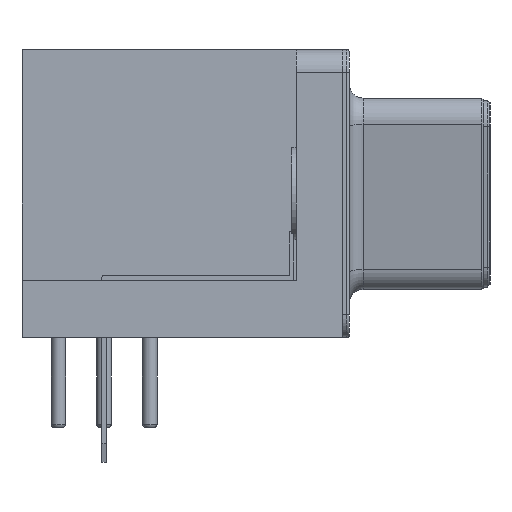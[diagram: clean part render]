
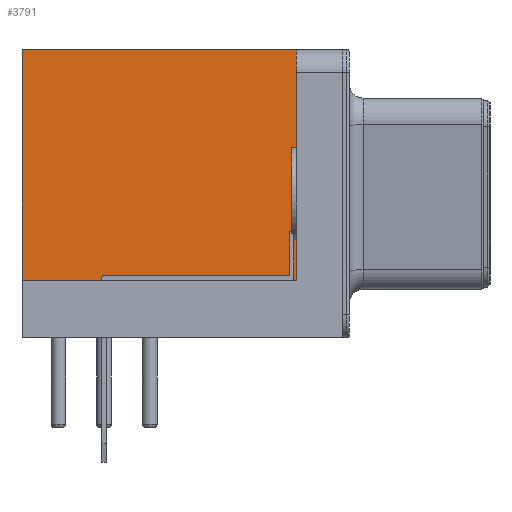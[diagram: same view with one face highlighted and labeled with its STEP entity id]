
A CAD part, left-side view. The second image highlights one B-rep face of the part: STEP entity #3791.
In plain terms, the highlighted planar face has unit normal (-1, 0, 0).
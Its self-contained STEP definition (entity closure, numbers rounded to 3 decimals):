
#1885 = VERTEX_POINT('',#1886);
#1886 = CARTESIAN_POINT('',(-52.748,1.58,12.5));
#1892 = EDGE_CURVE('',#1893,#1885,#1895,.T.);
#1893 = VERTEX_POINT('',#1894);
#1894 = CARTESIAN_POINT('',(-52.748,-10.31,12.5));
#1895 = LINE('',#1896,#1897);
#1896 = CARTESIAN_POINT('',(-52.748,-11.31,12.5));
#1897 = VECTOR('',#1898,1.);
#1898 = DIRECTION('',(0.,1.,0.));
#3582 = VERTEX_POINT('',#3583);
#3583 = CARTESIAN_POINT('',(-52.748,-10.31,2.5));
#3589 = EDGE_CURVE('',#3582,#1893,#3590,.T.);
#3590 = LINE('',#3591,#3592);
#3591 = CARTESIAN_POINT('',(-52.748,-10.31,2.5));
#3592 = VECTOR('',#3593,1.);
#3593 = DIRECTION('',(0.,0.,1.));
#3619 = VERTEX_POINT('',#3620);
#3620 = CARTESIAN_POINT('',(-52.748,1.58,2.5));
#3626 = EDGE_CURVE('',#3582,#3619,#3627,.T.);
#3627 = LINE('',#3628,#3629);
#3628 = CARTESIAN_POINT('',(-52.748,-10.31,2.5));
#3629 = VECTOR('',#3630,1.);
#3630 = DIRECTION('',(0.,1.,0.));
#3718 = EDGE_CURVE('',#3619,#1885,#3719,.T.);
#3719 = LINE('',#3720,#3721);
#3720 = CARTESIAN_POINT('',(-52.748,1.58,4.375));
#3721 = VECTOR('',#3722,1.);
#3722 = DIRECTION('',(0.,0.,1.));
#3791 = ADVANCED_FACE('',(#3792),#3798,.F.);
#3792 = FACE_BOUND('',#3793,.F.);
#3793 = EDGE_LOOP('',(#3794,#3795,#3796,#3797));
#3794 = ORIENTED_EDGE('',*,*,#3589,.F.);
#3795 = ORIENTED_EDGE('',*,*,#3626,.T.);
#3796 = ORIENTED_EDGE('',*,*,#3718,.T.);
#3797 = ORIENTED_EDGE('',*,*,#1892,.F.);
#3798 = PLANE('',#3799);
#3799 = AXIS2_PLACEMENT_3D('',#3800,#3801,#3802);
#3800 = CARTESIAN_POINT('',(-52.748,-10.31,2.5));
#3801 = DIRECTION('',(1.,0.,0.));
#3802 = DIRECTION('',(0.,0.,1.));
